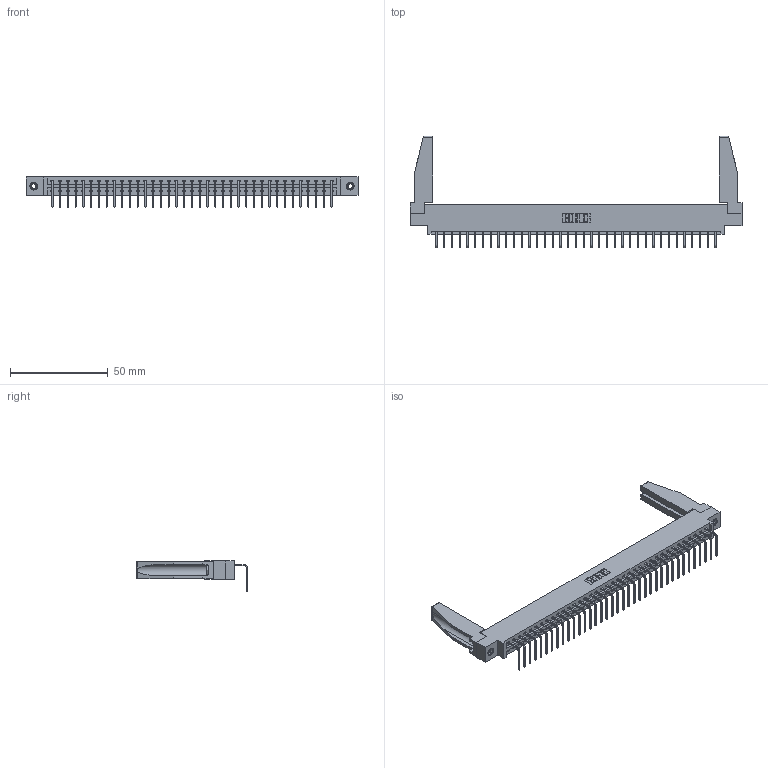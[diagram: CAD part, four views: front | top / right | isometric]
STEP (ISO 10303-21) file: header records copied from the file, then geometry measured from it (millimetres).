
FILE_DESCRIPTION (( 'STEP AP203' ), '1' );
FILE_NAME ('387-037-558-678.STEP', '2019-10-07T20:57:16', ( '' ), ( '' ), 'SwSTEP 2.0', 'SolidWorks 2016', '' );
FILE_SCHEMA (( 'CONFIG_CONTROL_DESIGN' ));
Length unit declared in the file: inch
Products named in the file (5): 307-220-078; 387-037-558-678; 345-292-001_558 Tail - 2; 337 Part_0.170 Offset - 0.156 Dia-TI; 345-250-001_345-250-001-102
Assembly tree (42 placements, depth 2):
  387-037-558-678
    337 Part_0.170 Offset - 0.156 Dia-TI
    345-292-001_558 Tail - 2  x37
    345-250-001_345-250-001-102  x2
    307-220-078  x2
Bounding box: 169.62 x 56.96 x 15.37 mm (x, y, z)
Volume: 21565.8 mm3; surface area: 22821.5 mm2
Topology: 42 solids, 42 shells, 2616 faces, 7831 edges, 5162 vertices
Faces by surface type: plane 1934, cylinder 666, cone 12, torus 4
Entity records: 30806 total; most frequent: CARTESIAN_POINT 5359, ORIENTED_EDGE 5288, DIRECTION 4530, EDGE_CURVE 2644, LINE 2478, VECTOR 2478, VERTEX_POINT 1756, AXIS2_PLACEMENT_3D 1026
